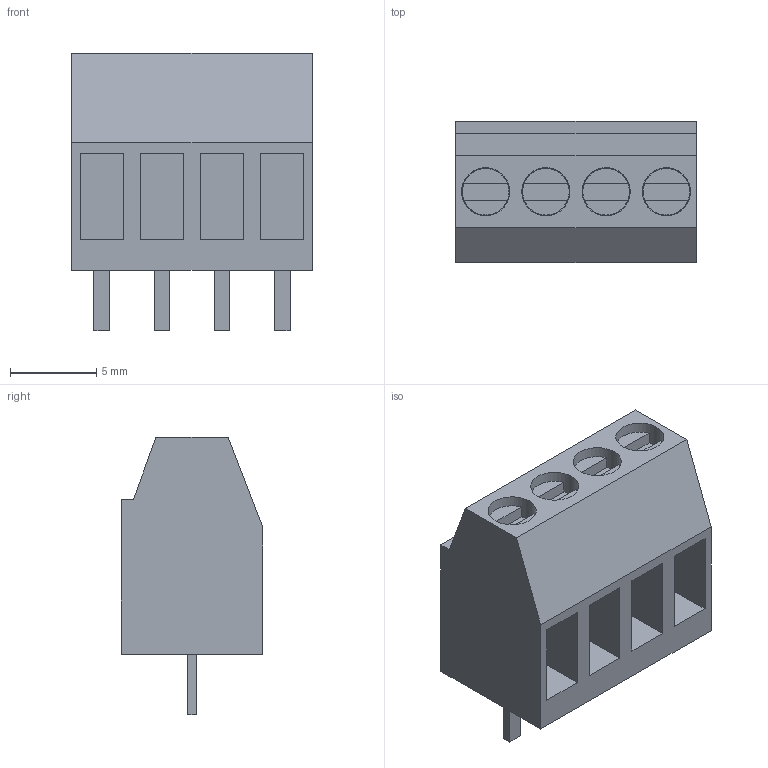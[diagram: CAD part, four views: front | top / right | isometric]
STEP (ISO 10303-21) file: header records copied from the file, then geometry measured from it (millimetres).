
FILE_DESCRIPTION(('FreeCAD Model'),'2;1');
FILE_NAME('TerminalBlock_TE_284391_4_Angled_1x04_P3_5mm_cp.step', '2019-09-27T20:19:12',('kicad StepUp'),('ksu MCAD'), 'Open CASCADE STEP processor 7.3','FreeCAD','Unknown');
FILE_SCHEMA(('AUTOMOTIVE_DESIGN { 1 0 10303 214 1 1 1 1 }'));
Length unit declared in the file: millimetre
Products named in the file (1): TerminalBlock_TE_284391_4_Angled_1x04_P3_5mm_cp
Bounding box: 14 x 8.2 x 16.1 mm (x, y, z)
Volume: 882.5 mm3; surface area: 1442.7 mm2
Topology: 9 solids, 9 shells, 97 faces, 221 edges, 142 vertices
Faces by surface type: plane 89, cylinder 8
Full cylindrical faces by diameter (mm): 2.7 x4, 2.8 x4
Entity records: 3387 total; most frequent: DIRECTION 465, CARTESIAN_POINT 461, ORIENTED_EDGE 442, EDGE_CURVE 221, LINE 173, VECTOR 173, AXIS2_PLACEMENT_3D 146, VERTEX_POINT 142
